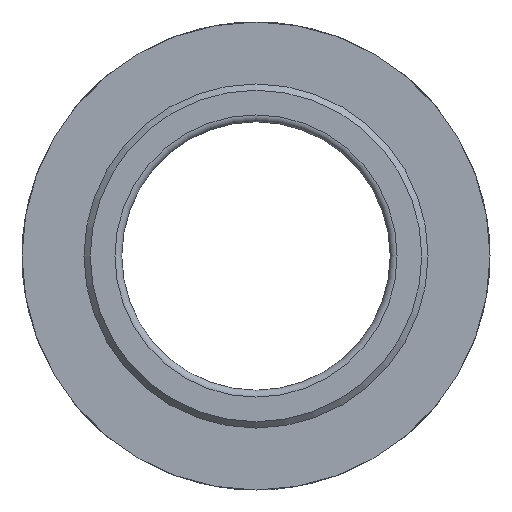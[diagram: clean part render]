
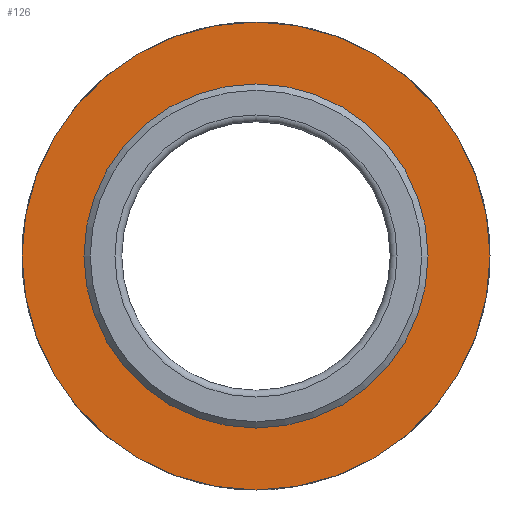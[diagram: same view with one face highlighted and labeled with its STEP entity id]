
A CAD part, left-side view. The second image highlights one B-rep face of the part: STEP entity #126.
In plain terms, the highlighted planar face has unit normal (-1, 0, 0).
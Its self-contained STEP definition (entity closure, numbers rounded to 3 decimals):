
#126 = ADVANCED_FACE( '', ( #295, #296 ), #297, .F. );
#295 = FACE_OUTER_BOUND( '', #517, .T. );
#296 = FACE_BOUND( '', #518, .T. );
#297 = PLANE( '', #519 );
#517 = EDGE_LOOP( '', ( #1029 ) );
#518 = EDGE_LOOP( '', ( #1030 ) );
#519 = AXIS2_PLACEMENT_3D( '', #1031, #1032, #1033 );
#1029 = ORIENTED_EDGE( '', *, *, #1570, .F. );
#1030 = ORIENTED_EDGE( '', *, *, #1571, .T. );
#1031 = CARTESIAN_POINT( '', ( 9., 24.08, 0. ) );
#1032 = DIRECTION( '', ( 1., 0., 0. ) );
#1033 = DIRECTION( '', ( 0., 0., -1. ) );
#1570 = EDGE_CURVE( '', #1950, #1950, #1951, .T. );
#1571 = EDGE_CURVE( '', #1952, #1952, #1953, .F. );
#1950 = VERTEX_POINT( '', #2781 );
#1951 = CIRCLE( '', #2782, 34. );
#1952 = VERTEX_POINT( '', #2783 );
#1953 = CIRCLE( '', #2784, 23.58 );
#2781 = CARTESIAN_POINT( '', ( 9., 0., -34. ) );
#2782 = AXIS2_PLACEMENT_3D( '', #3248, #3249, #3250 );
#2783 = CARTESIAN_POINT( '', ( 9., 0., 23.58 ) );
#2784 = AXIS2_PLACEMENT_3D( '', #3251, #3252, #3253 );
#3248 = CARTESIAN_POINT( '', ( 9., 0., 0. ) );
#3249 = DIRECTION( '', ( 1., 0., 0. ) );
#3250 = DIRECTION( '', ( 0., 0., -1. ) );
#3251 = CARTESIAN_POINT( '', ( 9., 0., 0. ) );
#3252 = DIRECTION( '', ( -1., 0., 0. ) );
#3253 = DIRECTION( '', ( 0., 0., 1. ) );
